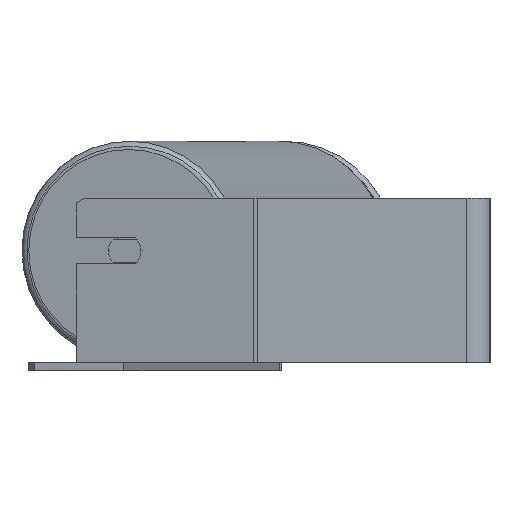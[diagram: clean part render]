
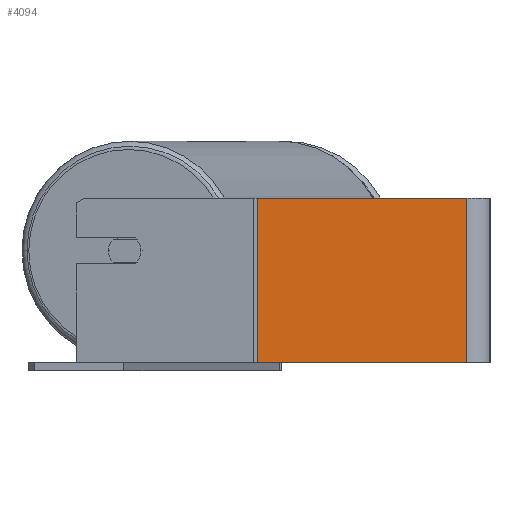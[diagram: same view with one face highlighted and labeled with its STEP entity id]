
A CAD part, left-side view. The second image highlights one B-rep face of the part: STEP entity #4094.
In plain terms, the highlighted planar face has unit normal (-1, 0, 0).
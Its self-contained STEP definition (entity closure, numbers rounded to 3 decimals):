
#86 = CARTESIAN_POINT ( 'NONE',  ( -850., 14., 50. ) ) ;
#207 = LINE ( 'NONE', #5330, #3032 ) ;
#321 = VECTOR ( 'NONE', #3429, 1000. ) ;
#581 = CARTESIAN_POINT ( 'NONE',  ( -850., 141.399, -50. ) ) ;
#926 = DIRECTION ( 'NONE',  ( 0., 0., -1. ) ) ;
#939 = VERTEX_POINT ( 'NONE', #9131 ) ;
#1034 = CARTESIAN_POINT ( 'NONE',  ( -850., 142.623, 50. ) ) ;
#1321 = CARTESIAN_POINT ( 'NONE',  ( -850., 142.623, -50. ) ) ;
#1492 = ORIENTED_EDGE ( 'NONE', *, *, #9250, .T. ) ;
#2178 = DIRECTION ( 'NONE',  ( 0., 0., -1. ) ) ;
#2186 = VERTEX_POINT ( 'NONE', #581 ) ;
#2256 = CARTESIAN_POINT ( 'NONE',  ( -850., 141.399, 50. ) ) ;
#2654 = EDGE_CURVE ( 'NONE', #939, #4835, #2896, .T. ) ;
#2754 = DIRECTION ( 'NONE',  ( 0., -1., 0. ) ) ;
#2896 = LINE ( 'NONE', #86, #7688 ) ;
#3032 = VECTOR ( 'NONE', #926, 1000. ) ;
#3198 = VECTOR ( 'NONE', #2754, 1000. ) ;
#3429 = DIRECTION ( 'NONE',  ( 0., -1., 0. ) ) ;
#3829 = DIRECTION ( 'NONE',  ( 1., 0., 0. ) ) ;
#3919 = DIRECTION ( 'NONE',  ( 0., 0., -1. ) ) ;
#4094 = ADVANCED_FACE ( 'NONE', ( #6872 ), #7683, .F. ) ;
#4349 = LINE ( 'NONE', #1321, #3198 ) ;
#4666 = VERTEX_POINT ( 'NONE', #2256 ) ;
#4835 = VERTEX_POINT ( 'NONE', #8650 ) ;
#5014 = ORIENTED_EDGE ( 'NONE', *, *, #2654, .F. ) ;
#5330 = CARTESIAN_POINT ( 'NONE',  ( -850., 141.399, 50. ) ) ;
#5499 = ORIENTED_EDGE ( 'NONE', *, *, #8216, .T. ) ;
#6033 = LINE ( 'NONE', #8943, #321 ) ;
#6355 = EDGE_CURVE ( 'NONE', #4666, #939, #6033, .T. ) ;
#6872 = FACE_OUTER_BOUND ( 'NONE', #7924, .T. ) ;
#7683 = PLANE ( 'NONE',  #9365 ) ;
#7688 = VECTOR ( 'NONE', #2178, 1000. ) ;
#7924 = EDGE_LOOP ( 'NONE', ( #1492, #5014, #8871, #5499 ) ) ;
#8216 = EDGE_CURVE ( 'NONE', #4666, #2186, #207, .T. ) ;
#8650 = CARTESIAN_POINT ( 'NONE',  ( -850., 14., -50. ) ) ;
#8871 = ORIENTED_EDGE ( 'NONE', *, *, #6355, .F. ) ;
#8943 = CARTESIAN_POINT ( 'NONE',  ( -850., 142.623, 50. ) ) ;
#9131 = CARTESIAN_POINT ( 'NONE',  ( -850., 14., 50. ) ) ;
#9250 = EDGE_CURVE ( 'NONE', #2186, #4835, #4349, .T. ) ;
#9365 = AXIS2_PLACEMENT_3D ( 'NONE', #1034, #3829, #3919 ) ;
